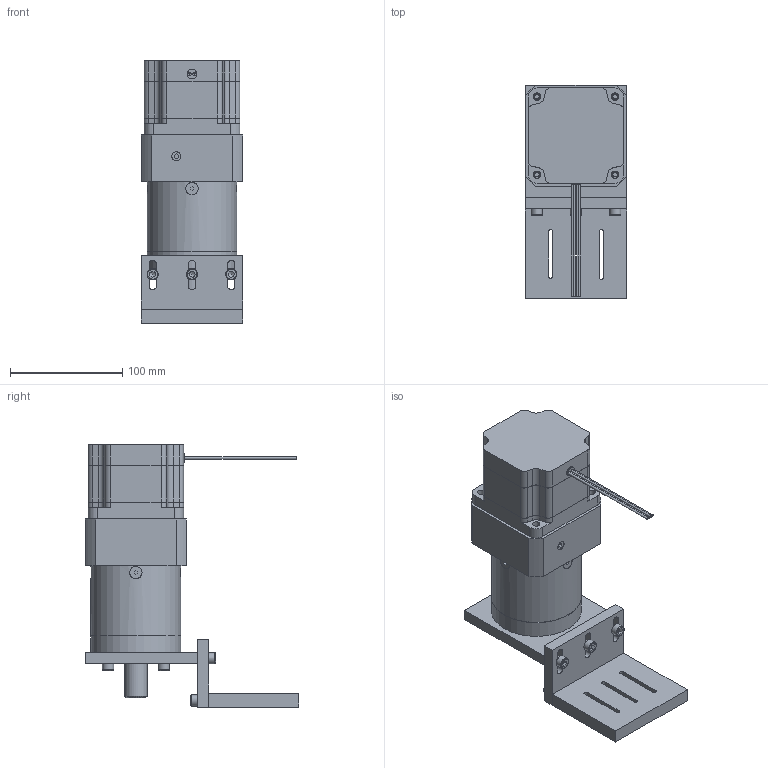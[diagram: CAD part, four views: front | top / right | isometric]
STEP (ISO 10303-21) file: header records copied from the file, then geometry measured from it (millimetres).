
FILE_DESCRIPTION(/* description */ (''),/* implementation_level */ '2;1');
FILE_NAME(/* name */ 'Flansch-Motor-Achse-Y.stp',/* time_stamp */ '2023-05-25T14:55:55+02:00',/* author */ ('MVM1'),/* organization */ (''),/* preprocessor_version */ 'ST-DEVELOPER v19',/* originating_system */ 'Autodesk Inventor 2023',/* authorisation */ '');
FILE_SCHEMA (('AUTOMOTIVE_DESIGN { 1 0 10303 214 3 1 1 }'));
Length unit declared in the file: millimetre
Products named in the file (9): Flansch-Motor-Achse-Y; Flansch-Motor-Achse-Y_Flansch-PLE80; Flansch-Motor-Achse-Y_Traverse; Flansch-Motor-Achse-Y_Anker; ISO 4762  - M6 x 25; ISO 4762  - M6 x 20; PKP296D45A_PLE080; PKP296D45A_body; MB_PLE_MASTER
Assembly tree (16 placements, depth 3):
  Flansch-Motor-Achse-Y
    Flansch-Motor-Achse-Y_Flansch-PLE80
    Flansch-Motor-Achse-Y_Traverse
    Flansch-Motor-Achse-Y_Anker
    ISO 4762  - M6 x 25  x6
    ISO 4762  - M6 x 20  x4
    PKP296D45A_PLE080
      PKP296D45A_body
      MB_PLE_MASTER
Bounding box: 90 x 190 x 233.5 mm (x, y, z)
Volume: 1307664.3 mm3; surface area: 174390.5 mm2
Topology: 15 solids, 24 shells, 514 faces, 1272 edges, 844 vertices
Faces by surface type: plane 287, cylinder 174, cone 30, torus 23
Full cylindrical faces by diameter (mm): 4 x4, 4.917 x6, 5 x9, 5.1 x1, 6 x19, 6.3 x7, 6.4 x1, 6.5 x4, 8 x1, 8.5 x2, 10 x10, 11 x4, 14 x1, 19 x1, 20 x1, 25 x1, 28 x1, 47 x1, 60 x3, 73.02 x1, 73.025 x1, 79.6 x2, 80 x2
Entity records: 12691 total; most frequent: CARTESIAN_POINT 2312, DIRECTION 2127, ORIENTED_EDGE 1934, EDGE_CURVE 976, AXIS2_PLACEMENT_3D 759, VERTEX_POINT 652, LINE 609, VECTOR 609
